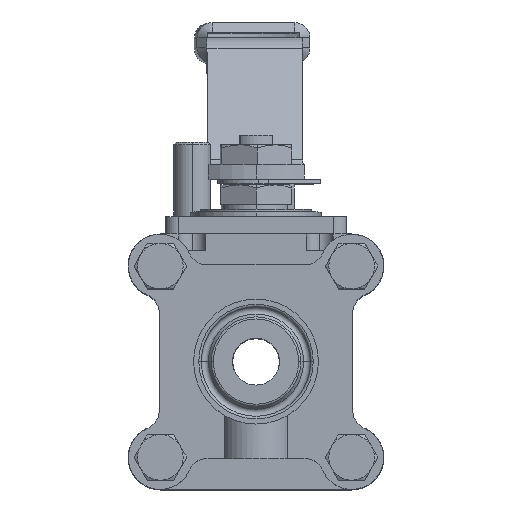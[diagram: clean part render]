
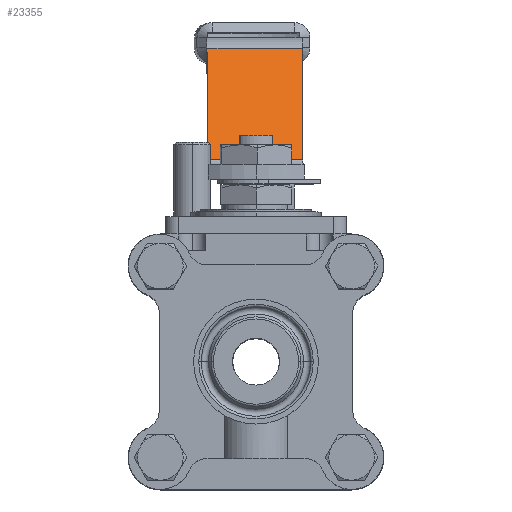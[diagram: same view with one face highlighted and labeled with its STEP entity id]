
A CAD part, top view. The second image highlights one B-rep face of the part: STEP entity #23355.
In plain terms, the highlighted planar face has unit normal (0.006, 0.657, 0.754).
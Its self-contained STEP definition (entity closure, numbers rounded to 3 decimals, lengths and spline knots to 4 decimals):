
#2945 = CARTESIAN_POINT ( 'NONE',  ( -0.3801, 1.5972, -0.6428 ) ) ;
#3330 = EDGE_CURVE ( 'NONE', #40017, #4746, #9216, .T. ) ;
#3520 = LINE ( 'NONE', #52453, #51267 ) ;
#4746 = VERTEX_POINT ( 'NONE', #45069 ) ;
#5232 = FACE_OUTER_BOUND ( 'NONE', #46461, .T. ) ;
#7432 = AXIS2_PLACEMENT_3D ( 'NONE', #30733, #44707, #16984 ) ;
#9216 = LINE ( 'NONE', #13712, #33809 ) ;
#12823 = CARTESIAN_POINT ( 'NONE',  ( 0.3702, 1.5562, -0.6129 ) ) ;
#13712 = CARTESIAN_POINT ( 'NONE',  ( 0.3699, 1.5972, -0.6487 ) ) ;
#14222 = DIRECTION ( 'NONE',  ( -1., 0., 0.008 ) ) ;
#14695 = EDGE_CURVE ( 'NONE', #47416, #56710, #24483, .T. ) ;
#15715 = EDGE_CURVE ( 'NONE', #56710, #40017, #3520, .T. ) ;
#16984 = DIRECTION ( 'NONE',  ( -0.005, 0.754, -0.657 ) ) ;
#17340 = ORIENTED_EDGE ( 'NONE', *, *, #14695, .T. ) ;
#17505 = DIRECTION ( 'NONE',  ( 0.005, -0.754, 0.657 ) ) ;
#23355 = ADVANCED_FACE ( 'NONE', ( #5232 ), #40012, .F. ) ;
#24169 = ORIENTED_EDGE ( 'NONE', *, *, #3330, .T. ) ;
#24483 = LINE ( 'NONE', #46666, #60005 ) ;
#24709 = VECTOR ( 'NONE', #17505, 39.3701 ) ;
#25765 = CARTESIAN_POINT ( 'NONE',  ( 0.3639, 2.4743, -1.4135 ) ) ;
#29886 = DIRECTION ( 'NONE',  ( 0.005, -0.754, 0.657 ) ) ;
#30733 = CARTESIAN_POINT ( 'NONE',  ( 0.3702, 1.5562, -0.6129 ) ) ;
#33809 = VECTOR ( 'NONE', #55704, 39.3701 ) ;
#36020 = ORIENTED_EDGE ( 'NONE', *, *, #37480, .F. ) ;
#37480 = EDGE_CURVE ( 'NONE', #47416, #4746, #38440, .T. ) ;
#38440 = LINE ( 'NONE', #12823, #24709 ) ;
#40012 = PLANE ( 'NONE',  #7432 ) ;
#40017 = VERTEX_POINT ( 'NONE', #2945 ) ;
#44707 = DIRECTION ( 'NONE',  ( -0.006, -0.657, -0.754 ) ) ;
#45069 = CARTESIAN_POINT ( 'NONE',  ( 0.3699, 1.5972, -0.6487 ) ) ;
#46461 = EDGE_LOOP ( 'NONE', ( #58451, #24169, #36020, #17340 ) ) ;
#46666 = CARTESIAN_POINT ( 'NONE',  ( 0.3639, 2.4743, -1.4135 ) ) ;
#47416 = VERTEX_POINT ( 'NONE', #25765 ) ;
#47483 = CARTESIAN_POINT ( 'NONE',  ( -0.3861, 2.4743, -1.4075 ) ) ;
#51267 = VECTOR ( 'NONE', #29886, 39.3701 ) ;
#52453 = CARTESIAN_POINT ( 'NONE',  ( -0.3798, 1.5562, -0.607 ) ) ;
#55704 = DIRECTION ( 'NONE',  ( 1., 0., -0.008 ) ) ;
#56710 = VERTEX_POINT ( 'NONE', #47483 ) ;
#58451 = ORIENTED_EDGE ( 'NONE', *, *, #15715, .T. ) ;
#60005 = VECTOR ( 'NONE', #14222, 39.3701 ) ;
